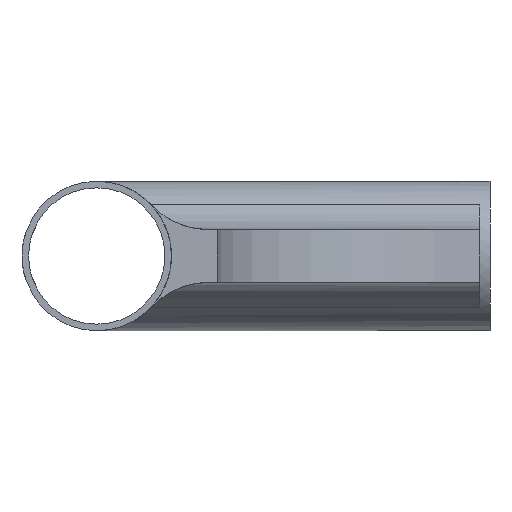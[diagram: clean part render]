
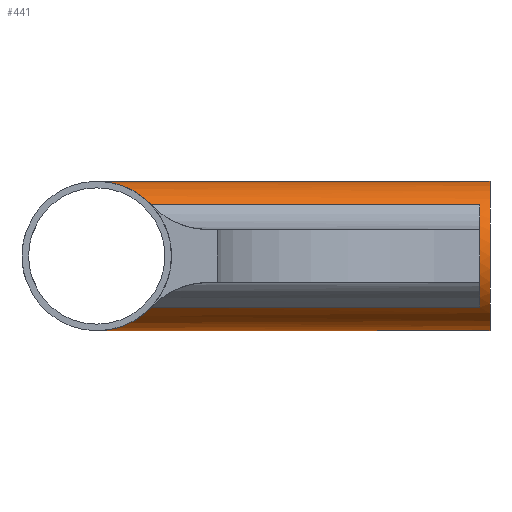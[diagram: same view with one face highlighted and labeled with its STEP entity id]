
A CAD part, front view. The second image highlights one B-rep face of the part: STEP entity #441.
In plain terms, the highlighted cylindrical face has radius 5.7 mm (diameter 11.4 mm), a full revolution.
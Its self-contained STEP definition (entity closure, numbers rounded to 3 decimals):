
#22=FACE_BOUND('',#77,.T.);
#23=FACE_BOUND('',#78,.T.);
#30=B_SPLINE_CURVE_WITH_KNOTS('',3,(#653,#654,#655,#656,#657,#658,#659,
#660,#661,#662),.UNSPECIFIED.,.F.,.F.,(4,2,2,2,4),(0.,0.053,
0.106,0.159,0.212),.UNSPECIFIED.);
#31=B_SPLINE_CURVE_WITH_KNOTS('',3,(#663,#664,#665,#666,#667,#668,#669,
#670,#671,#672,#673,#674,#675,#676,#677,#678,#679,#680,#681,#682,#683,#684,
#685,#686,#687,#688),.UNSPECIFIED.,.F.,.F.,(4,2,2,2,2,2,2,2,2,2,2,2,4),
(0.212,0.265,0.318,0.371,
0.424,0.477,0.53,0.583,
0.636,0.689,0.742,0.795,
0.848),.UNSPECIFIED.);
#32=B_SPLINE_CURVE_WITH_KNOTS('',3,(#691,#692,#693,#694,#695,#696,#697,
#698,#699,#700),.UNSPECIFIED.,.F.,.F.,(4,2,2,2,4),(0.,0.053,
0.106,0.159,0.212),.UNSPECIFIED.);
#33=B_SPLINE_CURVE_WITH_KNOTS('',3,(#701,#702,#703,#704,#705,#706,#707,
#708,#709,#710,#711,#712,#713,#714,#715,#716,#717,#718,#719,#720,#721,#722,
#723,#724,#725,#726),.UNSPECIFIED.,.F.,.F.,(4,2,2,2,2,2,2,2,2,2,2,2,4),
(0.212,0.265,0.318,0.371,
0.424,0.477,0.53,0.583,
0.636,0.689,0.742,0.795,
0.848),.UNSPECIFIED.);
#55=FACE_OUTER_BOUND('',#76,.T.);
#76=EDGE_LOOP('',(#297,#298,#299,#300,#301,#302,#303,#304,#305));
#77=EDGE_LOOP('',(#306,#307));
#78=EDGE_LOOP('',(#308,#309));
#104=ELLIPSE('',#481,8.061,5.7);
#105=ELLIPSE('',#483,8.061,5.7);
#106=ELLIPSE('',#484,8.061,5.7);
#110=CIRCLE('',#480,5.7);
#111=CIRCLE('',#482,5.7);
#122=LINE('',#626,#148);
#126=LINE('',#642,#152);
#127=LINE('',#646,#153);
#148=VECTOR('',#518,10.);
#152=VECTOR('',#534,5.7);
#153=VECTOR('',#537,10.);
#174=VERTEX_POINT('',#624);
#175=VERTEX_POINT('',#625);
#180=VERTEX_POINT('',#639);
#181=VERTEX_POINT('',#641);
#182=VERTEX_POINT('',#643);
#183=VERTEX_POINT('',#645);
#184=VERTEX_POINT('',#648);
#185=VERTEX_POINT('',#651);
#186=VERTEX_POINT('',#652);
#187=VERTEX_POINT('',#689);
#188=VERTEX_POINT('',#690);
#221=EDGE_CURVE('',#174,#175,#122,.T.);
#228=EDGE_CURVE('',#180,#180,#110,.T.);
#229=EDGE_CURVE('',#180,#181,#126,.T.);
#230=EDGE_CURVE('',#181,#182,#104,.T.);
#231=EDGE_CURVE('',#183,#182,#127,.T.);
#232=EDGE_CURVE('',#183,#175,#111,.T.);
#233=EDGE_CURVE('',#174,#184,#105,.T.);
#234=EDGE_CURVE('',#184,#181,#106,.T.);
#235=EDGE_CURVE('',#185,#186,#30,.T.);
#236=EDGE_CURVE('',#186,#185,#31,.T.);
#237=EDGE_CURVE('',#187,#188,#32,.T.);
#238=EDGE_CURVE('',#188,#187,#33,.T.);
#297=ORIENTED_EDGE('',*,*,#228,.F.);
#298=ORIENTED_EDGE('',*,*,#229,.T.);
#299=ORIENTED_EDGE('',*,*,#230,.T.);
#300=ORIENTED_EDGE('',*,*,#231,.F.);
#301=ORIENTED_EDGE('',*,*,#232,.T.);
#302=ORIENTED_EDGE('',*,*,#221,.F.);
#303=ORIENTED_EDGE('',*,*,#233,.T.);
#304=ORIENTED_EDGE('',*,*,#234,.T.);
#305=ORIENTED_EDGE('',*,*,#229,.F.);
#306=ORIENTED_EDGE('',*,*,#235,.T.);
#307=ORIENTED_EDGE('',*,*,#236,.T.);
#308=ORIENTED_EDGE('',*,*,#237,.T.);
#309=ORIENTED_EDGE('',*,*,#238,.T.);
#427=CYLINDRICAL_SURFACE('',#479,5.7);
#441=ADVANCED_FACE('',(#55,#22,#23),#427,.T.);
#479=AXIS2_PLACEMENT_3D('',#638,#530,#531);
#480=AXIS2_PLACEMENT_3D('',#640,#532,#533);
#481=AXIS2_PLACEMENT_3D('',#644,#535,#536);
#482=AXIS2_PLACEMENT_3D('',#647,#538,#539);
#483=AXIS2_PLACEMENT_3D('',#649,#540,#541);
#484=AXIS2_PLACEMENT_3D('',#650,#542,#543);
#518=DIRECTION('',(1.,0.,0.));
#530=DIRECTION('center_axis',(1.,0.,0.));
#531=DIRECTION('ref_axis',(0.,0.,-1.));
#532=DIRECTION('center_axis',(1.,0.,0.));
#533=DIRECTION('ref_axis',(0.,0.,-1.));
#534=DIRECTION('',(-1.,0.,0.));
#535=DIRECTION('center_axis',(0.707,0.707,0.));
#536=DIRECTION('ref_axis',(0.707,-0.707,0.));
#537=DIRECTION('',(-1.,0.,0.));
#538=DIRECTION('center_axis',(1.,0.,0.));
#539=DIRECTION('ref_axis',(0.,0.,-1.));
#540=DIRECTION('center_axis',(0.707,0.707,0.));
#541=DIRECTION('ref_axis',(0.707,-0.707,0.));
#542=DIRECTION('center_axis',(0.707,-0.707,0.));
#543=DIRECTION('ref_axis',(0.707,0.707,0.));
#624=CARTESIAN_POINT('',(4.159,-4.159,-3.897));
#625=CARTESIAN_POINT('',(29.2,-4.159,-3.897));
#626=CARTESIAN_POINT('',(0.,-4.159,-3.897));
#638=CARTESIAN_POINT('Origin',(0.,0.,0.));
#639=CARTESIAN_POINT('',(30.,0.,5.7));
#640=CARTESIAN_POINT('Origin',(30.,0.,0.));
#641=CARTESIAN_POINT('',(0.,0.,5.7));
#642=CARTESIAN_POINT('',(0.,0.,5.7));
#643=CARTESIAN_POINT('',(4.159,-4.159,3.897));
#644=CARTESIAN_POINT('Origin',(0.,0.,0.));
#645=CARTESIAN_POINT('',(29.2,-4.159,3.897));
#646=CARTESIAN_POINT('',(0.,-4.159,3.897));
#647=CARTESIAN_POINT('Origin',(29.2,0.,0.));
#648=CARTESIAN_POINT('',(0.,0.,-5.7));
#649=CARTESIAN_POINT('Origin',(0.,0.,0.));
#650=CARTESIAN_POINT('Origin',(0.,0.,0.));
#651=CARTESIAN_POINT('',(20.,5.525,1.4));
#652=CARTESIAN_POINT('',(18.6,5.7,0.));
#653=CARTESIAN_POINT('Ctrl Pts',(20.,5.525,1.4));
#654=CARTESIAN_POINT('Ctrl Pts',(19.823,5.525,1.4));
#655=CARTESIAN_POINT('Ctrl Pts',(19.636,5.535,1.365));
#656=CARTESIAN_POINT('Ctrl Pts',(19.291,5.568,1.221));
#657=CARTESIAN_POINT('Ctrl Pts',(19.134,5.592,1.114));
#658=CARTESIAN_POINT('Ctrl Pts',(18.886,5.635,0.866));
#659=CARTESIAN_POINT('Ctrl Pts',(18.779,5.658,0.709));
#660=CARTESIAN_POINT('Ctrl Pts',(18.635,5.691,0.364));
#661=CARTESIAN_POINT('Ctrl Pts',(18.6,5.7,0.177));
#662=CARTESIAN_POINT('Ctrl Pts',(18.6,5.7,0.));
#663=CARTESIAN_POINT('Ctrl Pts',(18.6,5.7,0.));
#664=CARTESIAN_POINT('Ctrl Pts',(18.6,5.7,-0.177));
#665=CARTESIAN_POINT('Ctrl Pts',(18.635,5.691,-0.364));
#666=CARTESIAN_POINT('Ctrl Pts',(18.779,5.658,-0.709));
#667=CARTESIAN_POINT('Ctrl Pts',(18.886,5.635,-0.866));
#668=CARTESIAN_POINT('Ctrl Pts',(19.134,5.592,-1.114));
#669=CARTESIAN_POINT('Ctrl Pts',(19.291,5.568,-1.221));
#670=CARTESIAN_POINT('Ctrl Pts',(19.636,5.535,-1.365));
#671=CARTESIAN_POINT('Ctrl Pts',(19.823,5.525,-1.4));
#672=CARTESIAN_POINT('Ctrl Pts',(20.177,5.525,-1.4));
#673=CARTESIAN_POINT('Ctrl Pts',(20.364,5.535,-1.365));
#674=CARTESIAN_POINT('Ctrl Pts',(20.709,5.568,-1.221));
#675=CARTESIAN_POINT('Ctrl Pts',(20.866,5.592,-1.114));
#676=CARTESIAN_POINT('Ctrl Pts',(21.114,5.635,-0.866));
#677=CARTESIAN_POINT('Ctrl Pts',(21.221,5.658,-0.709));
#678=CARTESIAN_POINT('Ctrl Pts',(21.365,5.691,-0.364));
#679=CARTESIAN_POINT('Ctrl Pts',(21.4,5.7,-0.177));
#680=CARTESIAN_POINT('Ctrl Pts',(21.4,5.7,0.177));
#681=CARTESIAN_POINT('Ctrl Pts',(21.365,5.691,0.364));
#682=CARTESIAN_POINT('Ctrl Pts',(21.221,5.658,0.709));
#683=CARTESIAN_POINT('Ctrl Pts',(21.114,5.635,0.866));
#684=CARTESIAN_POINT('Ctrl Pts',(20.866,5.592,1.114));
#685=CARTESIAN_POINT('Ctrl Pts',(20.709,5.568,1.221));
#686=CARTESIAN_POINT('Ctrl Pts',(20.364,5.535,1.365));
#687=CARTESIAN_POINT('Ctrl Pts',(20.177,5.525,1.4));
#688=CARTESIAN_POINT('Ctrl Pts',(20.,5.525,1.4));
#689=CARTESIAN_POINT('',(10.,5.525,1.4));
#690=CARTESIAN_POINT('',(8.6,5.7,0.));
#691=CARTESIAN_POINT('Ctrl Pts',(10.,5.525,1.4));
#692=CARTESIAN_POINT('Ctrl Pts',(9.823,5.525,1.4));
#693=CARTESIAN_POINT('Ctrl Pts',(9.636,5.535,1.365));
#694=CARTESIAN_POINT('Ctrl Pts',(9.291,5.568,1.221));
#695=CARTESIAN_POINT('Ctrl Pts',(9.134,5.592,1.114));
#696=CARTESIAN_POINT('Ctrl Pts',(8.886,5.635,0.866));
#697=CARTESIAN_POINT('Ctrl Pts',(8.779,5.658,0.709));
#698=CARTESIAN_POINT('Ctrl Pts',(8.635,5.691,0.364));
#699=CARTESIAN_POINT('Ctrl Pts',(8.6,5.7,0.177));
#700=CARTESIAN_POINT('Ctrl Pts',(8.6,5.7,0.));
#701=CARTESIAN_POINT('Ctrl Pts',(8.6,5.7,0.));
#702=CARTESIAN_POINT('Ctrl Pts',(8.6,5.7,-0.177));
#703=CARTESIAN_POINT('Ctrl Pts',(8.635,5.691,-0.364));
#704=CARTESIAN_POINT('Ctrl Pts',(8.779,5.658,-0.709));
#705=CARTESIAN_POINT('Ctrl Pts',(8.886,5.635,-0.866));
#706=CARTESIAN_POINT('Ctrl Pts',(9.134,5.592,-1.114));
#707=CARTESIAN_POINT('Ctrl Pts',(9.291,5.568,-1.221));
#708=CARTESIAN_POINT('Ctrl Pts',(9.636,5.535,-1.365));
#709=CARTESIAN_POINT('Ctrl Pts',(9.823,5.525,-1.4));
#710=CARTESIAN_POINT('Ctrl Pts',(10.177,5.525,-1.4));
#711=CARTESIAN_POINT('Ctrl Pts',(10.364,5.535,-1.365));
#712=CARTESIAN_POINT('Ctrl Pts',(10.709,5.568,-1.221));
#713=CARTESIAN_POINT('Ctrl Pts',(10.866,5.592,-1.114));
#714=CARTESIAN_POINT('Ctrl Pts',(11.114,5.635,-0.866));
#715=CARTESIAN_POINT('Ctrl Pts',(11.221,5.658,-0.709));
#716=CARTESIAN_POINT('Ctrl Pts',(11.365,5.691,-0.364));
#717=CARTESIAN_POINT('Ctrl Pts',(11.4,5.7,-0.177));
#718=CARTESIAN_POINT('Ctrl Pts',(11.4,5.7,0.177));
#719=CARTESIAN_POINT('Ctrl Pts',(11.365,5.691,0.364));
#720=CARTESIAN_POINT('Ctrl Pts',(11.221,5.658,0.709));
#721=CARTESIAN_POINT('Ctrl Pts',(11.114,5.635,0.866));
#722=CARTESIAN_POINT('Ctrl Pts',(10.866,5.592,1.114));
#723=CARTESIAN_POINT('Ctrl Pts',(10.709,5.568,1.221));
#724=CARTESIAN_POINT('Ctrl Pts',(10.364,5.535,1.365));
#725=CARTESIAN_POINT('Ctrl Pts',(10.177,5.525,1.4));
#726=CARTESIAN_POINT('Ctrl Pts',(10.,5.525,1.4));
